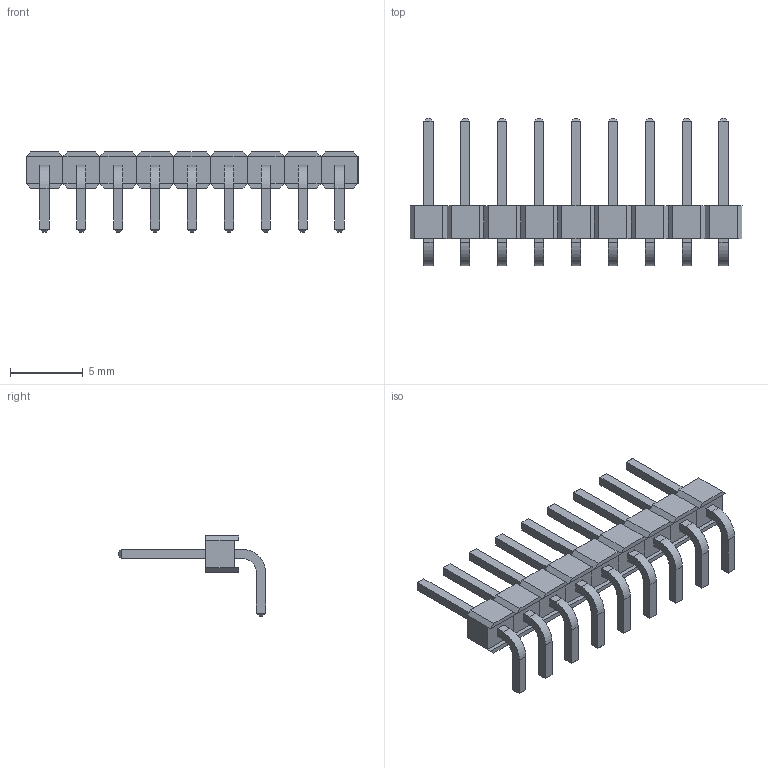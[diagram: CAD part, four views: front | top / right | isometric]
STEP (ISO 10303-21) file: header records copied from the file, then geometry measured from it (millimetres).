
FILE_DESCRIPTION (( 'STEP AP214' ), '1' );
FILE_NAME ('User Library-Header_Male_RA_Low_9Pin.STEP', '2019-04-05T09:30:19', ( '' ), ( '' ), 'SwSTEP 2.0', 'SolidWorks 2019', '' );
FILE_SCHEMA (( 'AUTOMOTIVE_DESIGN' ));
Length unit declared in the file: millimetre
Products named in the file (3): User Library-Header_Male_RA_Low_9Pin_BodyArray; User Library-Header_Male_RA_Low_9Pin_PinArray; User Library-Header_Male_RA_Low_9Pin
Assembly tree (2 placements, depth 2):
  User Library-Header_Male_RA_Low_9Pin
    User Library-Header_Male_RA_Low_9Pin_BodyArray
    User Library-Header_Male_RA_Low_9Pin_PinArray
Bounding box: 22.86 x 10.13 x 5.51 mm (x, y, z)
Volume: 155.5 mm3; surface area: 658.1 mm2
Topology: 18 solids, 18 shells, 324 faces, 756 edges, 468 vertices
Faces by surface type: plane 306, cylinder 18
Entity records: 12786 total; most frequent: CARTESIAN_POINT 1553, ORIENTED_EDGE 1512, DIRECTION 1450, EDGE_CURVE 756, VECTOR 720, LINE 720, VERTEX_POINT 468, AXIS2_PLACEMENT_3D 365
